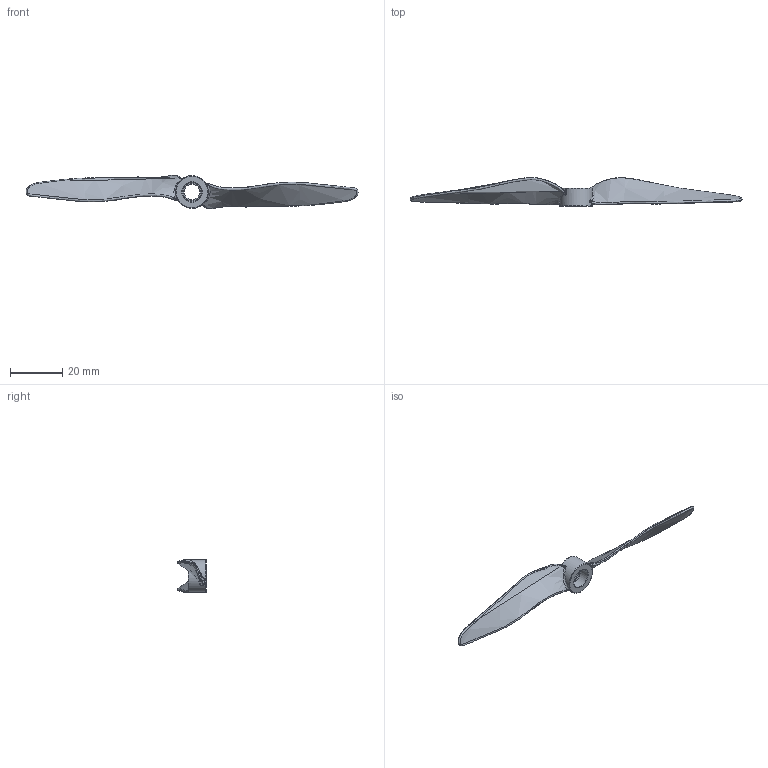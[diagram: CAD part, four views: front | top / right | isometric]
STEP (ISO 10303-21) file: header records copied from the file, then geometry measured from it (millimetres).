
FILE_DESCRIPTION(/* description */ (''),/* implementation_level */ '2;1');
FILE_NAME(/* name */ 'Propeller 5x5.step',/* time_stamp */ '2018-09-07T22:15:26+02:00',/* author */ ('hartvik'),/* organization */ (''),/* preprocessor_version */ 'ST-DEVELOPER v17.2',/* originating_system */ 'Autodesk Translation Framework v7.6.0.251',/* authorisation */ '');
FILE_SCHEMA (('AUTOMOTIVE_DESIGN { 1 0 10303 214 3 1 1 }'));
Length unit declared in the file: millimetre
Products named in the file (1): Propeller 5x5
Bounding box: 127.01 x 11 x 12.75 mm (x, y, z)
Volume: 1759.1 mm3; surface area: 3027.8 mm2
Topology: 1 solids, 1 shells, 67 faces, 172 edges, 104 vertices
Faces by surface type: bspline 52, torus 8, cylinder 4, plane 3
Full cylindrical faces by diameter (mm): 6 x1, 7.5 x1
Entity records: 12318 total; most frequent: CARTESIAN_POINT 10980, ORIENTED_EDGE 336, EDGE_CURVE 168, DIRECTION 162, VERTEX_POINT 104, B_SPLINE_CURVE_WITH_KNOTS 102, AXIS2_PLACEMENT_3D 80, EDGE_LOOP 70
